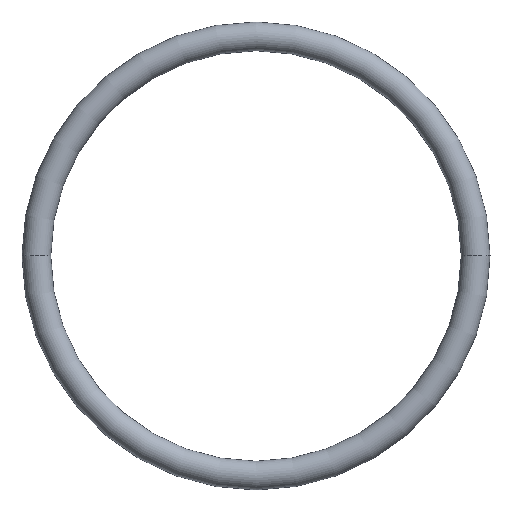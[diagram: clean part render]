
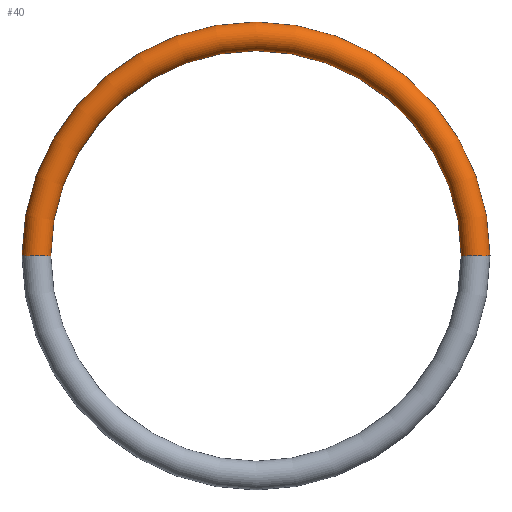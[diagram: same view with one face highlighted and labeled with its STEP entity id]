
A CAD part, top view. The second image highlights one B-rep face of the part: STEP entity #40.
In plain terms, the highlighted toroidal (fillet/blend) face has major radius 40.665 mm and minor radius 2.665 mm.
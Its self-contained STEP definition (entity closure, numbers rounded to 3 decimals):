
#1 = AXIS2_PLACEMENT_3D ( 'NONE', #42, #54, #39 ) ;
#6 = CARTESIAN_POINT ( 'NONE',  ( 43.33, 0., 0. ) ) ;
#10 = AXIS2_PLACEMENT_3D ( 'NONE', #52, #98, #53 ) ;
#15 = DIRECTION ( 'NONE',  ( 0., -1., 0. ) ) ;
#16 = TOROIDAL_SURFACE ( 'NONE', #10, 40.665, 2.665 ) ;
#17 = AXIS2_PLACEMENT_3D ( 'NONE', #84, #89, #73 ) ;
#20 = CARTESIAN_POINT ( 'NONE',  ( -40.665, 0., 0. ) ) ;
#26 = VERTEX_POINT ( 'NONE', #55 ) ;
#27 = AXIS2_PLACEMENT_3D ( 'NONE', #140, #139, #128 ) ;
#31 = EDGE_CURVE ( 'NONE', #136, #26, #142, .T. ) ;
#37 = FACE_OUTER_BOUND ( 'NONE', #146, .T. ) ;
#39 = DIRECTION ( 'NONE',  ( -1., 0., 0. ) ) ;
#40 = ADVANCED_FACE ( 'NONE', ( #37 ), #16, .T. ) ;
#42 = CARTESIAN_POINT ( 'NONE',  ( 0., 0., 0. ) ) ;
#48 = EDGE_CURVE ( 'NONE', #26, #94, #156, .T. ) ;
#49 = CIRCLE ( 'NONE', #69, 2.665 ) ;
#52 = CARTESIAN_POINT ( 'NONE',  ( 0., 0., 0. ) ) ;
#53 = DIRECTION ( 'NONE',  ( -1., 0., 0. ) ) ;
#54 = DIRECTION ( 'NONE',  ( 0., 0., -1. ) ) ;
#55 = CARTESIAN_POINT ( 'NONE',  ( 38., 0., 0. ) ) ;
#61 = CARTESIAN_POINT ( 'NONE',  ( -43.33, 0., 0. ) ) ;
#69 = AXIS2_PLACEMENT_3D ( 'NONE', #20, #15, #80 ) ;
#71 = CARTESIAN_POINT ( 'NONE',  ( -38., 0., 0. ) ) ;
#73 = DIRECTION ( 'NONE',  ( -1., 0., 0. ) ) ;
#76 = CIRCLE ( 'NONE', #1, 43.33 ) ;
#80 = DIRECTION ( 'NONE',  ( 0., 0., -1. ) ) ;
#82 = ORIENTED_EDGE ( 'NONE', *, *, #129, .F. ) ;
#84 = CARTESIAN_POINT ( 'NONE',  ( 40.665, 0., 0. ) ) ;
#85 = ORIENTED_EDGE ( 'NONE', *, *, #105, .F. ) ;
#89 = DIRECTION ( 'NONE',  ( 0., 1., 0. ) ) ;
#94 = VERTEX_POINT ( 'NONE', #6 ) ;
#98 = DIRECTION ( 'NONE',  ( 0., 0., -1. ) ) ;
#101 = VERTEX_POINT ( 'NONE', #61 ) ;
#105 = EDGE_CURVE ( 'NONE', #101, #94, #76, .T. ) ;
#117 = ORIENTED_EDGE ( 'NONE', *, *, #48, .T. ) ;
#119 = ORIENTED_EDGE ( 'NONE', *, *, #31, .T. ) ;
#128 = DIRECTION ( 'NONE',  ( -1., 0., 0. ) ) ;
#129 = EDGE_CURVE ( 'NONE', #136, #101, #49, .T. ) ;
#136 = VERTEX_POINT ( 'NONE', #71 ) ;
#139 = DIRECTION ( 'NONE',  ( 0., 0., -1. ) ) ;
#140 = CARTESIAN_POINT ( 'NONE',  ( 0., 0., 0. ) ) ;
#142 = CIRCLE ( 'NONE', #27, 38. ) ;
#146 = EDGE_LOOP ( 'NONE', ( #85, #82, #119, #117 ) ) ;
#156 = CIRCLE ( 'NONE', #17, 2.665 ) ;
